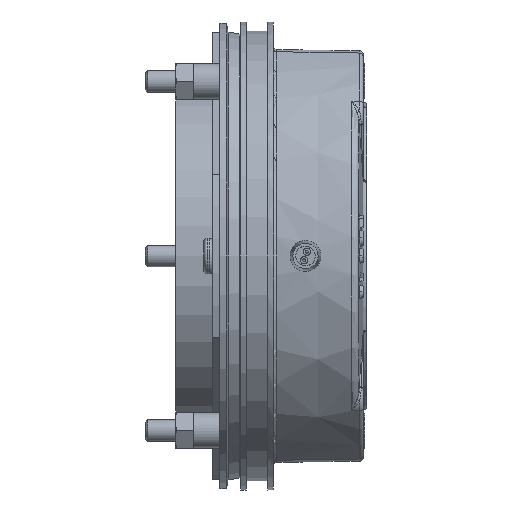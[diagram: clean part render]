
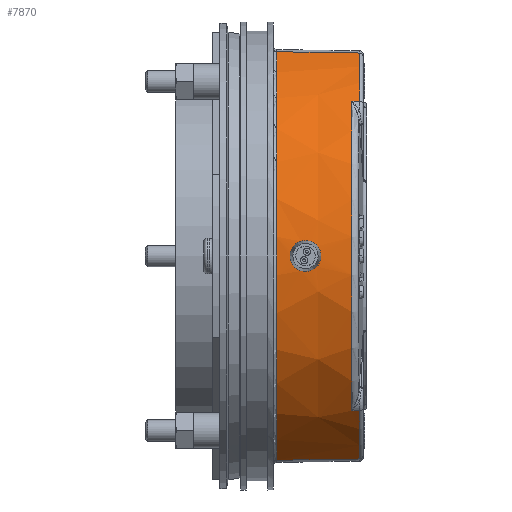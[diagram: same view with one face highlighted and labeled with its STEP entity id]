
A CAD part, front view. The second image highlights one B-rep face of the part: STEP entity #7870.
In plain terms, the highlighted conical face has half-angle 1 degrees and reference radius 64 mm.
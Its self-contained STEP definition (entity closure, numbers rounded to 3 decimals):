
#126=B_SPLINE_CURVE_WITH_KNOTS('',3,(#11759,#11760,#11761,#11762,#11763,
#11764,#11765,#11766,#11767,#11768,#11769,#11770,#11771,#11772,#11773,#11774,
#11775,#11776,#11777,#11778,#11779,#11780,#11781,#11782,#11783,#11784,#11785,
#11786,#11787,#11788,#11789,#11790,#11791,#11792),.UNSPECIFIED.,.T.,.F.,
(4,2,2,2,2,2,2,2,2,2,2,2,2,2,2,2,4),(0.,0.162,0.323,
0.485,0.646,0.808,0.969,
1.131,1.292,1.454,1.616,1.778,
1.94,2.102,2.264,2.426,2.588),
 .UNSPECIFIED.);
#526=LINE('',#11746,#823);
#527=LINE('',#11750,#824);
#528=LINE('',#11754,#825);
#529=LINE('',#11757,#826);
#823=VECTOR('',#9548,23.038);
#824=VECTOR('',#9551,2.156);
#825=VECTOR('',#9554,2.156);
#826=VECTOR('',#9557,23.038);
#1078=CONICAL_SURFACE('',#8464,64.,1.);
#1361=FACE_BOUND('',#2190,.T.);
#1612=FACE_OUTER_BOUND('',#2189,.T.);
#2189=EDGE_LOOP('',(#5303,#5304,#5305,#5306,#5307,#5308,#5309,#5310));
#2190=EDGE_LOOP('',(#5311));
#2883=CIRCLE('',#8465,63.983);
#2884=CIRCLE('',#8466,63.581);
#2885=CIRCLE('',#8467,63.618);
#2886=CIRCLE('',#8468,63.581);
#3395=VERTEX_POINT('',#11742);
#3396=VERTEX_POINT('',#11743);
#3397=VERTEX_POINT('',#11745);
#3398=VERTEX_POINT('',#11747);
#3399=VERTEX_POINT('',#11749);
#3400=VERTEX_POINT('',#11751);
#3401=VERTEX_POINT('',#11753);
#3402=VERTEX_POINT('',#11755);
#3403=VERTEX_POINT('',#11758);
#4145=EDGE_CURVE('',#3395,#3396,#2883,.T.);
#4146=EDGE_CURVE('',#3395,#3397,#526,.T.);
#4147=EDGE_CURVE('',#3398,#3397,#2884,.T.);
#4148=EDGE_CURVE('',#3399,#3398,#527,.T.);
#4149=EDGE_CURVE('',#3400,#3399,#2885,.T.);
#4150=EDGE_CURVE('',#3401,#3400,#528,.T.);
#4151=EDGE_CURVE('',#3402,#3401,#2886,.T.);
#4152=EDGE_CURVE('',#3402,#3396,#529,.T.);
#4153=EDGE_CURVE('',#3403,#3403,#126,.T.);
#5303=ORIENTED_EDGE('',*,*,#4145,.F.);
#5304=ORIENTED_EDGE('',*,*,#4146,.T.);
#5305=ORIENTED_EDGE('',*,*,#4147,.F.);
#5306=ORIENTED_EDGE('',*,*,#4148,.F.);
#5307=ORIENTED_EDGE('',*,*,#4149,.F.);
#5308=ORIENTED_EDGE('',*,*,#4150,.F.);
#5309=ORIENTED_EDGE('',*,*,#4151,.F.);
#5310=ORIENTED_EDGE('',*,*,#4152,.T.);
#5311=ORIENTED_EDGE('',*,*,#4153,.F.);
#7870=ADVANCED_FACE('',(#1612,#1361),#1078,.T.);
#8464=AXIS2_PLACEMENT_3D('',#11741,#9544,#9545);
#8465=AXIS2_PLACEMENT_3D('',#11744,#9546,#9547);
#8466=AXIS2_PLACEMENT_3D('',#11748,#9549,#9550);
#8467=AXIS2_PLACEMENT_3D('',#11752,#9552,#9553);
#8468=AXIS2_PLACEMENT_3D('',#11756,#9555,#9556);
#9544=DIRECTION('center_axis',(-1.,0.,0.));
#9545=DIRECTION('ref_axis',(0.,1.,0.));
#9546=DIRECTION('center_axis',(-1.,0.,0.));
#9547=DIRECTION('ref_axis',(0.,-1.,0.));
#9548=DIRECTION('',(1.,0.008,0.015));
#9549=DIRECTION('center_axis',(1.,0.,0.));
#9550=DIRECTION('ref_axis',(0.,-0.609,-0.793));
#9551=DIRECTION('',(1.,0.013,0.012));
#9552=DIRECTION('center_axis',(1.,0.,0.));
#9553=DIRECTION('ref_axis',(0.,-1.,0.));
#9554=DIRECTION('',(-1.,-0.013,0.012));
#9555=DIRECTION('center_axis',(1.,0.,0.));
#9556=DIRECTION('ref_axis',(0.,-0.609,0.793));
#9557=DIRECTION('',(-1.,-0.008,0.015));
#11741=CARTESIAN_POINT('Origin',(-12.589,0.,
0.));
#11742=CARTESIAN_POINT('',(-11.607,-29.573,-56.738));
#11743=CARTESIAN_POINT('',(-11.607,-29.573,56.738));
#11744=CARTESIAN_POINT('Origin',(-11.607,0.,
0.));
#11745=CARTESIAN_POINT('',(11.428,-29.387,-56.382));
#11746=CARTESIAN_POINT('',(14.406,-29.363,-56.336));
#11747=CARTESIAN_POINT('',(11.428,-46.854,-42.979));
#11748=CARTESIAN_POINT('Origin',(11.428,0.,
0.));
#11749=CARTESIAN_POINT('',(9.272,-46.882,-43.004));
#11750=CARTESIAN_POINT('',(-12.589,-47.163,-43.262));
#11751=CARTESIAN_POINT('',(9.272,-46.882,43.004));
#11752=CARTESIAN_POINT('Origin',(9.272,0.,
0.));
#11753=CARTESIAN_POINT('',(11.428,-46.854,42.979));
#11754=CARTESIAN_POINT('',(-12.589,-47.163,43.262));
#11755=CARTESIAN_POINT('',(11.428,-29.387,56.382));
#11756=CARTESIAN_POINT('Origin',(11.428,0.,
0.));
#11757=CARTESIAN_POINT('',(14.406,-29.363,56.336));
#11758=CARTESIAN_POINT('',(-3.582,-63.698,-4.294));
#11759=CARTESIAN_POINT('Ctrl Pts',(-3.582,-63.698,
-4.294));
#11760=CARTESIAN_POINT('Ctrl Pts',(-3.044,-63.689,
-4.293));
#11761=CARTESIAN_POINT('Ctrl Pts',(-2.47,-63.686,
-4.185));
#11762=CARTESIAN_POINT('Ctrl Pts',(-1.414,-63.695,
-3.746));
#11763=CARTESIAN_POINT('Ctrl Pts',(-0.932,-63.706,
-3.415));
#11764=CARTESIAN_POINT('Ctrl Pts',(-0.172,-63.729,
-2.653));
#11765=CARTESIAN_POINT('Ctrl Pts',(0.158,-63.743,-2.17));
#11766=CARTESIAN_POINT('Ctrl Pts',(0.595,-63.762,
-1.113));
#11767=CARTESIAN_POINT('Ctrl Pts',(0.702,-63.768,
-0.539));
#11768=CARTESIAN_POINT('Ctrl Pts',(0.702,-63.768,
0.539));
#11769=CARTESIAN_POINT('Ctrl Pts',(0.595,-63.762,
1.113));
#11770=CARTESIAN_POINT('Ctrl Pts',(0.158,-63.743,
2.17));
#11771=CARTESIAN_POINT('Ctrl Pts',(-0.172,-63.729,
2.653));
#11772=CARTESIAN_POINT('Ctrl Pts',(-0.932,-63.706,
3.415));
#11773=CARTESIAN_POINT('Ctrl Pts',(-1.414,-63.695,
3.746));
#11774=CARTESIAN_POINT('Ctrl Pts',(-2.47,-63.686,
4.185));
#11775=CARTESIAN_POINT('Ctrl Pts',(-3.044,-63.689,
4.293));
#11776=CARTESIAN_POINT('Ctrl Pts',(-4.122,-63.708,
4.295));
#11777=CARTESIAN_POINT('Ctrl Pts',(-4.698,-63.725,
4.187));
#11778=CARTESIAN_POINT('Ctrl Pts',(-5.756,-63.771,3.749));
#11779=CARTESIAN_POINT('Ctrl Pts',(-6.239,-63.799,
3.418));
#11780=CARTESIAN_POINT('Ctrl Pts',(-7.001,-63.848,
2.655));
#11781=CARTESIAN_POINT('Ctrl Pts',(-7.331,-63.873,
2.172));
#11782=CARTESIAN_POINT('Ctrl Pts',(-7.769,-63.908,1.114));
#11783=CARTESIAN_POINT('Ctrl Pts',(-7.877,-63.918,
0.539));
#11784=CARTESIAN_POINT('Ctrl Pts',(-7.877,-63.918,
-0.539));
#11785=CARTESIAN_POINT('Ctrl Pts',(-7.769,-63.908,-1.114));
#11786=CARTESIAN_POINT('Ctrl Pts',(-7.331,-63.873,
-2.172));
#11787=CARTESIAN_POINT('Ctrl Pts',(-7.001,-63.848,
-2.655));
#11788=CARTESIAN_POINT('Ctrl Pts',(-6.239,-63.799,
-3.418));
#11789=CARTESIAN_POINT('Ctrl Pts',(-5.756,-63.771,-3.749));
#11790=CARTESIAN_POINT('Ctrl Pts',(-4.698,-63.725,
-4.187));
#11791=CARTESIAN_POINT('Ctrl Pts',(-4.122,-63.708,
-4.295));
#11792=CARTESIAN_POINT('Ctrl Pts',(-3.582,-63.698,
-4.294));
